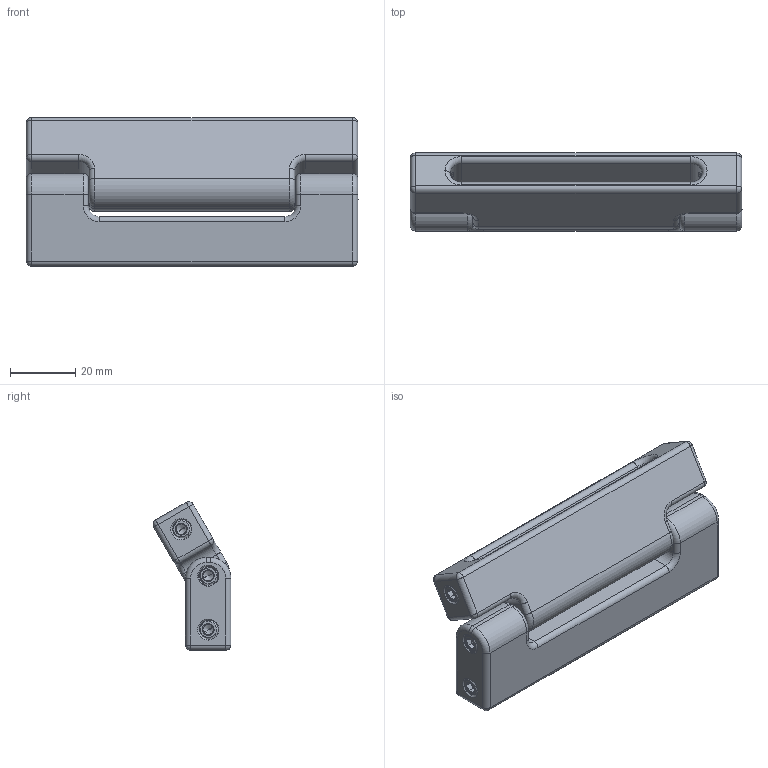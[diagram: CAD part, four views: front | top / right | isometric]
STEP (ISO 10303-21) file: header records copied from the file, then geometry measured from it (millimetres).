
FILE_DESCRIPTION (( 'STEP AP214' ), '1' );
FILE_NAME ('HG-5484 Rotatable Busbar Coupler STEP.STEP', '2018-12-24T04:25:14', ( '' ), ( '' ), 'SwSTEP 2.0', 'SolidWorks 2018', '' );
FILE_SCHEMA (( 'AUTOMOTIVE_DESIGN' ));
Length unit declared in the file: inch
Products named in the file (5): Set Screw .250-20 x 1.000_92311A542; Set Screw .250-20 x .500_92311A537; HG-5484 Rotatable Busbar Coupler STEP; HG-5485 Rotatable Busbar Coupler Side 1; HG-5486 Rotatable Busbar Coupler Side 2
Assembly tree (8 placements, depth 2):
  HG-5484 Rotatable Busbar Coupler STEP
    HG-5485 Rotatable Busbar Coupler Side 1
    HG-5486 Rotatable Busbar Coupler Side 2
    Set Screw .250-20 x 1.000_92311A542  x2
    Set Screw .250-20 x .500_92311A537  x4
Bounding box: 101.8 x 23.88 x 45.57 mm (x, y, z)
Volume: 46437.5 mm3; surface area: 23597.2 mm2
Topology: 8 solids, 8 shells, 500 faces, 1236 edges, 722 vertices
Faces by surface type: cylinder 220, cone 120, plane 104, torus 26, bspline 18, sphere 12
Entity records: 13384 total; most frequent: CARTESIAN_POINT 6913, ORIENTED_EDGE 1304, DIRECTION 1282, EDGE_CURVE 652, AXIS2_PLACEMENT_3D 509, VERTEX_POINT 386, EDGE_LOOP 298, ADVANCED_FACE 280
